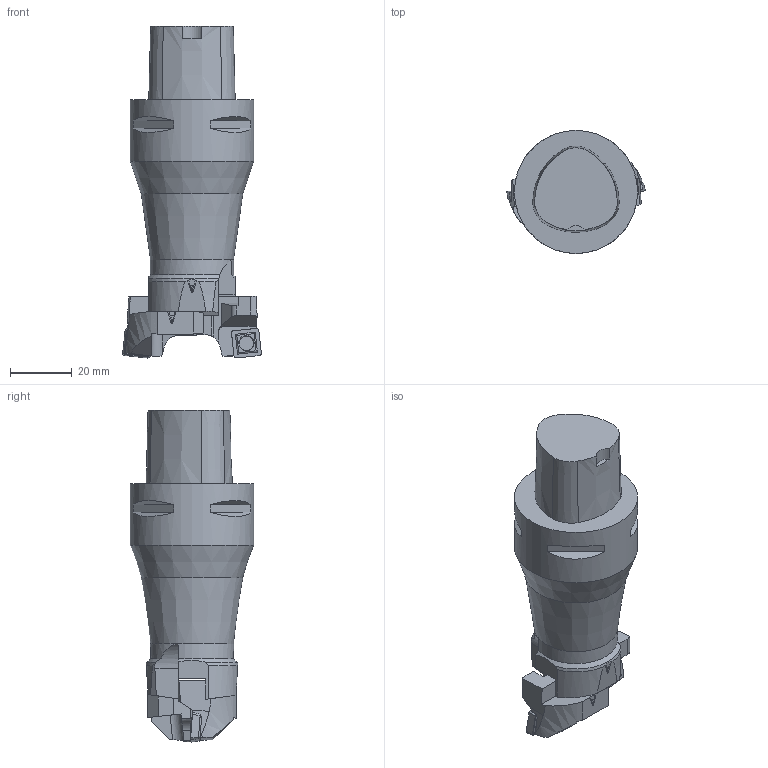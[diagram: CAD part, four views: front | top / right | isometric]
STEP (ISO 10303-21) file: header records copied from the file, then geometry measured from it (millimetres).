
FILE_DESCRIPTION(/* description */ (''),/* implementation_level */ '2;1');
FILE_NAME(/* name */ '1566821522865.stp',/* time_stamp */ '2019-08-26T14:12:09+02:00',/* author */ (''),/* organization */ ('SMS'),/* preprocessor_version */ 'ST-DEVELOPER v16.7',/* originating_system */ 'SIEMENS PLM Software NX 12.0',/* authorisation */ '');
FILE_SCHEMA (('AUTOMOTIVE_DESIGN { 1 0 10303 214 3 1 1 1 }'));
Length unit declared in the file: millimetre
Products named in the file (10): ASSEMBLY_CONSTRUCTION; 201029640mod000_00; 201012472mod000_00; 201028689mod000_00; 200952737mod000_01; 201029698mod000_01; 201028709mod000_01; 201088568mod000_01
Assembly tree (10 placements, depth 3):
  201088568mod000_01
    201028709mod000_01
      201028689mod000_00
      201012472mod000_00
      ASSEMBLY_CONSTRUCTION
    201029698mod000_01
      201029640mod000_00
      201012472mod000_00
      ASSEMBLY_CONSTRUCTION
    200952737mod000_01
    ASSEMBLY_CONSTRUCTION
Bounding box: 44.98 x 40 x 107.84 mm (x, y, z)
Volume: 80492.2 mm3; surface area: 15839.5 mm2
Topology: 5 solids, 5 shells, 277 faces, 713 edges, 489 vertices
Faces by surface type: plane 178, cone 38, cylinder 27, extrusion 18, torus 16
Full cylindrical faces by diameter (mm): 3.2 x4, 40 x1
Entity records: 8148 total; most frequent: CARTESIAN_POINT 2050, ORIENTED_EDGE 1192, DIRECTION 1122, EDGE_CURVE 596, VERTEX_POINT 407, AXIS2_PLACEMENT_3D 384, VECTOR 354, LINE 336
